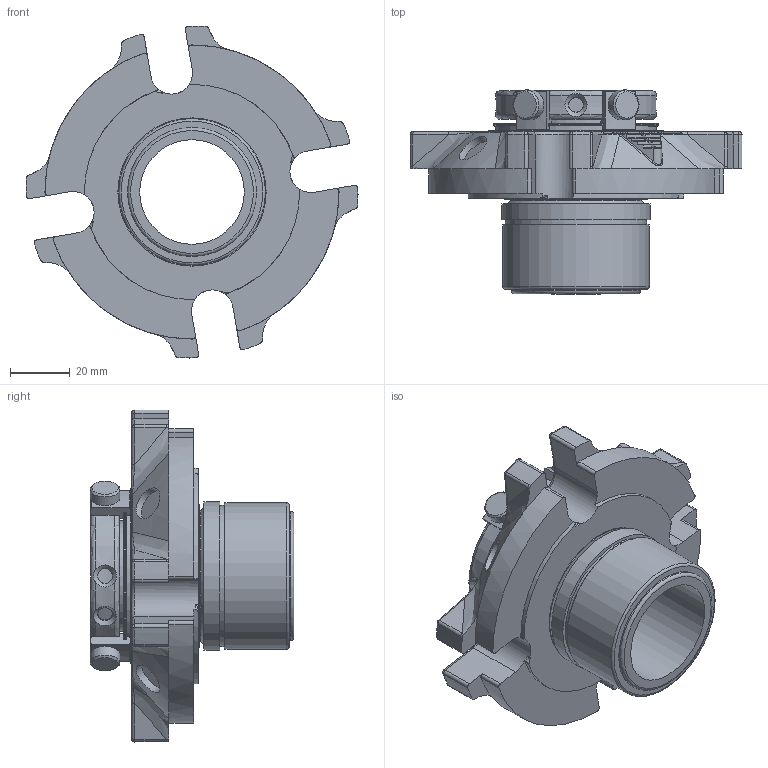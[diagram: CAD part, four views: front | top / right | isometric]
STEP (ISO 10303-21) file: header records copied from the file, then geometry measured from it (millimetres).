
FILE_DESCRIPTION(/* description */ ('Unknown'),/* implementation_level */ '2;1');
FILE_NAME(/* name */ '35mm',/* time_stamp */ '2023-02-20T12:18:39+00:00',/* author */ ('Unknown'),/* organization */ ('Unknown'),/* preprocessor_version */ 'ST-DEVELOPER v16.7',/* originating_system */ 'Solid Edge',/* authorisation */ 'Unknown');
FILE_SCHEMA (('AUTOMOTIVE_DESIGN {1 0 10303 214 3 1 1}'));
Length unit declared in the file: millimetre
Products named in the file (1): 35mm
Bounding box: 111.11 x 68.2 x 111.11 mm (x, y, z)
Volume: 166556.4 mm3; surface area: 42905 mm2
Topology: 1 solids, 1 shells, 498 faces, 1274 edges, 798 vertices
Faces by surface type: cylinder 190, plane 155, torus 63, bspline 39, cone 31, sphere 20
Full cylindrical faces by diameter (mm): 3.785 x1, 5 x5, 6 x4, 10 x4, 11.303 x3, 35.001 x1, 36.982 x1, 43.18 x1, 43.51 x1, 44.145 x1, 47.193 x1, 48.235 x1, 48.971 x1, 49.606 x1, 53.924 x1, 55.448 x1
Entity records: 18721 total; most frequent: CARTESIAN_POINT 3921, DIRECTION 2356, ORIENTED_EDGE 2318, EDGE_CURVE 1159, AXIS2_PLACEMENT_3D 954, VERTEX_POINT 753, EDGE_LOOP 590, FACE_BOUND 590
